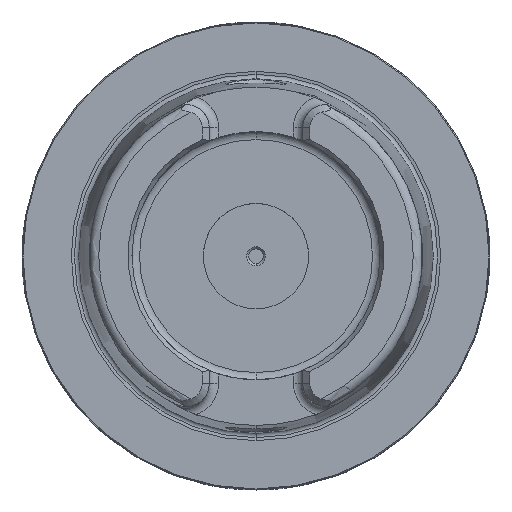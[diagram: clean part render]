
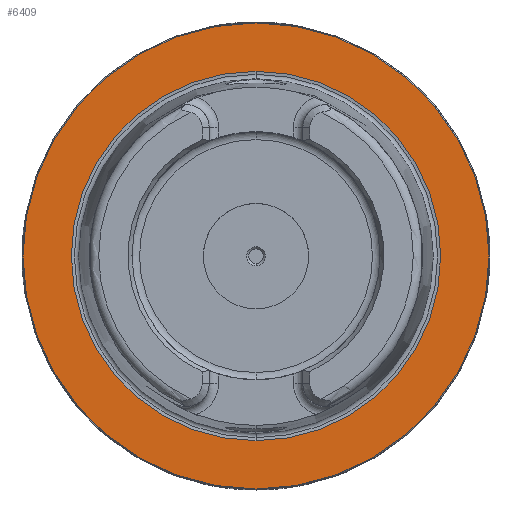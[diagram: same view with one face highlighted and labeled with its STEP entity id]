
A CAD part, top view. The second image highlights one B-rep face of the part: STEP entity #6409.
In plain terms, the highlighted planar face has unit normal (0, 0, 1).
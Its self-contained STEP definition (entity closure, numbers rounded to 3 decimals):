
#2054=CARTESIAN_POINT('',(0.,0.,0.));
#2055=DIRECTION('',(0.,0.,-1.));
#2056=DIRECTION('',(0.,-1.,0.));
#2057=AXIS2_PLACEMENT_3D('',#2054,#2055,#2056);
#2084=CARTESIAN_POINT('',(0.,0.,0.));
#2085=DIRECTION('',(0.,0.,-1.));
#2086=DIRECTION('',(0.,-1.,0.));
#2087=AXIS2_PLACEMENT_3D('',#2084,#2085,#2086);
#2106=CARTESIAN_POINT('',(0.,0.,0.));
#2107=DIRECTION('',(0.,0.,1.));
#2108=DIRECTION('',(0.,-1.,0.));
#2109=AXIS2_PLACEMENT_3D('',#2106,#2107,#2108);
#4527=CARTESIAN_POINT('',(0.,0.,0.));
#4528=DIRECTION('',(0.,0.,1.));
#4529=DIRECTION('',(0.,-1.,0.));
#4530=AXIS2_PLACEMENT_3D('',#4527,#4528,#4529);
#4728=CARTESIAN_POINT('',(0.,-39.464,0.));
#4730=VERTEX_POINT('',#4728);
#4740=CARTESIAN_POINT('',(0.,39.464,0.));
#4742=VERTEX_POINT('',#4740);
#4984=CARTESIAN_POINT('',(0.,-49.8,0.));
#4985=CARTESIAN_POINT('',(0.,49.8,0.));
#4986=VERTEX_POINT('',#4984);
#4987=VERTEX_POINT('',#4985);
#6393=CARTESIAN_POINT('',(0.,0.,0.));
#6394=DIRECTION('',(0.,0.,-1.));
#6395=DIRECTION('',(0.,1.,0.));
#6396=AXIS2_PLACEMENT_3D('',#6393,#6394,#6395);
#6397=PLANE('',#6396);
#6399=ORIENTED_EDGE('',*,*,#6398,.F.);
#6400=ORIENTED_EDGE('',*,*,#6383,.T.);
#6401=EDGE_LOOP('',(#6399,#6400));
#6402=FACE_OUTER_BOUND('',#6401,.F.);
#6404=ORIENTED_EDGE('',*,*,#6403,.F.);
#6406=ORIENTED_EDGE('',*,*,#6405,.T.);
#6407=EDGE_LOOP('',(#6404,#6406));
#6408=FACE_BOUND('',#6407,.F.);
#2058=CIRCLE('',#2057,49.8);
#2088=CIRCLE('',#2087,39.464);
#2110=CIRCLE('',#2109,39.464);
#4531=CIRCLE('',#4530,49.8);
#6383=EDGE_CURVE('',#4986,#4987,#2058,.T.);
#6398=EDGE_CURVE('',#4986,#4987,#4531,.T.);
#6403=EDGE_CURVE('',#4730,#4742,#2088,.T.);
#6405=EDGE_CURVE('',#4730,#4742,#2110,.T.);
#6409=ADVANCED_FACE('',(#6402,#6408),#6397,.F.);
